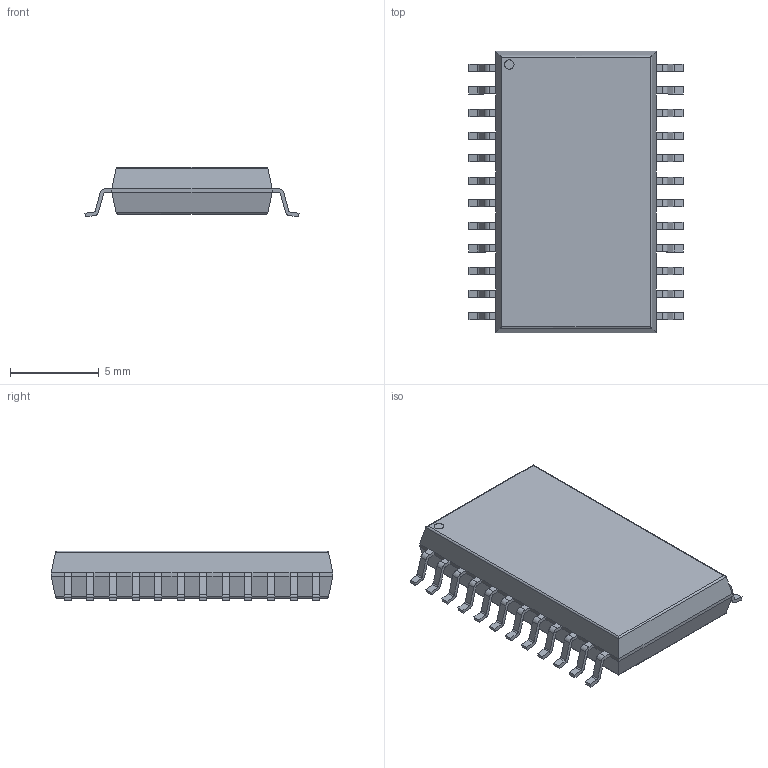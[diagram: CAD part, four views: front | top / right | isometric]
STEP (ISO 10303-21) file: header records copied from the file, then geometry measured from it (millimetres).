
FILE_DESCRIPTION((' '),'2;1');
FILE_NAME( 'SOIC127P1199X264-24N.stp', '2023-07-05T15:57:48', (' '), ('--- Datakit www.datakit.com---'), ' Datakit CrossCadWare V2023.2 Mar 22 2023', 'DATAKIT 2023 (c)', ' ');
FILE_SCHEMA(('AP242_MANAGED_MODEL_BASED_3D_ENGINEERING_MIM_LF { 1 0 10303 442 1 1 4 }'));
Length unit declared in the file: millimetre
Products named in the file (1): SOIC127P1199X264-24N
Bounding box: 12.05 x 15.85 x 2.79 mm (x, y, z)
Volume: 366.4 mm3; surface area: 459.1 mm2
Topology: 1 solids, 1 shells, 360 faces, 959 edges, 602 vertices
Faces by surface type: plane 255, cylinder 105
Full cylindrical faces by diameter (mm): 0.527 x1
Entity records: 11406 total; most frequent: CARTESIAN_POINT 1921, ORIENTED_EDGE 1916, DIRECTION 1882, EDGE_CURVE 958, VECTOR 756, LINE 756, VERTEX_POINT 602, AXIS2_PLACEMENT_3D 563
